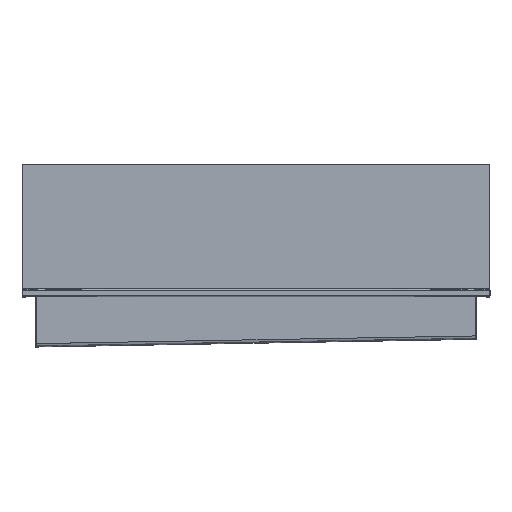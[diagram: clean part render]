
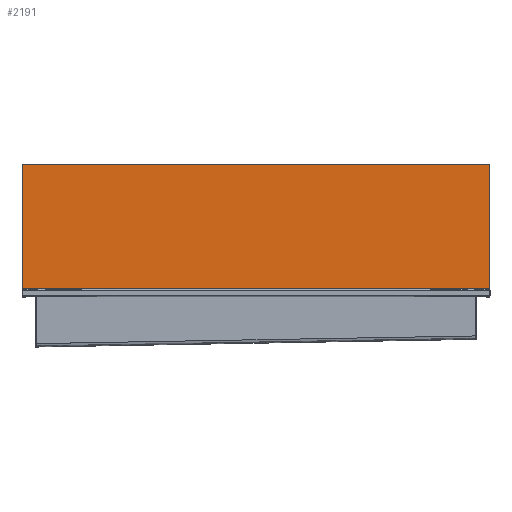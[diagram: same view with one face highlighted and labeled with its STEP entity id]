
A CAD part, top view. The second image highlights one B-rep face of the part: STEP entity #2191.
In plain terms, the highlighted free-form (B-spline) face has degree [1, 1] with [2, 2] control points.
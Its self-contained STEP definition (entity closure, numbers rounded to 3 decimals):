
#2050 = VERTEX_POINT('',#2051);
#2051 = CARTESIAN_POINT('',(869.427,464.121,
    -274.862));
#2056 = EDGE_CURVE('',#2057,#2050,#2059,.T.);
#2057 = VERTEX_POINT('',#2058);
#2058 = CARTESIAN_POINT('',(871.756,461.792,
    -274.862));
#2059 = ( BOUNDED_CURVE() B_SPLINE_CURVE(2,(#2060,#2061,#2062),
.UNSPECIFIED.,.F.,.F.) B_SPLINE_CURVE_WITH_KNOTS((3,3),(0.,
1.571),.PIECEWISE_BEZIER_KNOTS.) CURVE() 
GEOMETRIC_REPRESENTATION_ITEM() RATIONAL_B_SPLINE_CURVE((1.,
0.707,1.)) REPRESENTATION_ITEM('') );
#2060 = CARTESIAN_POINT('',(871.756,461.792,
    -274.862));
#2061 = CARTESIAN_POINT('',(871.756,464.121,
    -274.862));
#2062 = CARTESIAN_POINT('',(869.427,464.121,
    -274.862));
#2087 = VERTEX_POINT('',#2088);
#2088 = CARTESIAN_POINT('',(-869.427,464.121,
    -274.862));
#2093 = EDGE_CURVE('',#2087,#2050,#2094,.T.);
#2094 = B_SPLINE_CURVE_WITH_KNOTS('',1,(#2095,#2096),.UNSPECIFIED.,.F.,
  .F.,(2,2),(-1495.,-2.),.PIECEWISE_BEZIER_KNOTS.);
#2095 = CARTESIAN_POINT('',(-869.427,464.121,
    -274.862));
#2096 = CARTESIAN_POINT('',(869.427,464.121,
    -274.862));
#2116 = VERTEX_POINT('',#2117);
#2117 = CARTESIAN_POINT('',(-871.756,461.792,
    -274.862));
#2122 = EDGE_CURVE('',#2087,#2116,#2123,.T.);
#2123 = ( BOUNDED_CURVE() B_SPLINE_CURVE(2,(#2124,#2125,#2126),
.UNSPECIFIED.,.F.,.F.) B_SPLINE_CURVE_WITH_KNOTS((3,3),(1.571,
3.142),.PIECEWISE_BEZIER_KNOTS.) CURVE() 
GEOMETRIC_REPRESENTATION_ITEM() RATIONAL_B_SPLINE_CURVE((1.,
0.707,1.)) REPRESENTATION_ITEM('') );
#2124 = CARTESIAN_POINT('',(-869.427,464.121,
    -274.862));
#2125 = CARTESIAN_POINT('',(-871.756,464.121,
    -274.862));
#2126 = CARTESIAN_POINT('',(-871.756,461.792,
    -274.862));
#2139 = EDGE_CURVE('',#2140,#2116,#2142,.T.);
#2140 = VERTEX_POINT('',#2141);
#2141 = CARTESIAN_POINT('',(-871.756,2.329,
    -274.862));
#2142 = B_SPLINE_CURVE_WITH_KNOTS('',1,(#2143,#2144),.UNSPECIFIED.,.F.,
  .F.,(2,2),(-396.5,-2.),.PIECEWISE_BEZIER_KNOTS.);
#2143 = CARTESIAN_POINT('',(-871.756,2.329,
    -274.862));
#2144 = CARTESIAN_POINT('',(-871.756,461.792,
    -274.862));
#2175 = EDGE_CURVE('',#2057,#2176,#2178,.T.);
#2176 = VERTEX_POINT('',#2177);
#2177 = CARTESIAN_POINT('',(871.756,2.329,
    -274.862));
#2178 = B_SPLINE_CURVE_WITH_KNOTS('',1,(#2179,#2180),.UNSPECIFIED.,.F.,
  .F.,(2,2),(-396.5,-2.),.PIECEWISE_BEZIER_KNOTS.);
#2179 = CARTESIAN_POINT('',(871.756,461.792,
    -274.862));
#2180 = CARTESIAN_POINT('',(871.756,2.329,
    -274.862));
#2191 = ADVANCED_FACE('',(#2192),#2204,.T.);
#2192 = FACE_BOUND('',#2193,.T.);
#2193 = EDGE_LOOP('',(#2194,#2195,#2196,#2197,#2202,#2203));
#2194 = ORIENTED_EDGE('',*,*,#2093,.F.);
#2195 = ORIENTED_EDGE('',*,*,#2122,.T.);
#2196 = ORIENTED_EDGE('',*,*,#2139,.F.);
#2197 = ORIENTED_EDGE('',*,*,#2198,.F.);
#2198 = EDGE_CURVE('',#2176,#2140,#2199,.T.);
#2199 = B_SPLINE_CURVE_WITH_KNOTS('',1,(#2200,#2201),.UNSPECIFIED.,.F.,
  .F.,(2,2),(0.,1497.),.PIECEWISE_BEZIER_KNOTS.);
#2200 = CARTESIAN_POINT('',(871.756,2.329,
    -274.862));
#2201 = CARTESIAN_POINT('',(-871.756,2.329,
    -274.862));
#2202 = ORIENTED_EDGE('',*,*,#2175,.F.);
#2203 = ORIENTED_EDGE('',*,*,#2056,.T.);
#2204 = B_SPLINE_SURFACE_WITH_KNOTS('',1,1,(
    (#2205,#2206)
    ,(#2207,#2208
  )),.UNSPECIFIED.,.F.,.F.,.F.,(2,2),(2,2),(-748.5,748.5),(2.,398.5),
  .PIECEWISE_BEZIER_KNOTS.);
#2205 = CARTESIAN_POINT('',(-871.756,2.329,
    -274.862));
#2206 = CARTESIAN_POINT('',(-871.756,464.121,
    -274.862));
#2207 = CARTESIAN_POINT('',(871.756,2.329,
    -274.862));
#2208 = CARTESIAN_POINT('',(871.756,464.121,
    -274.862));
